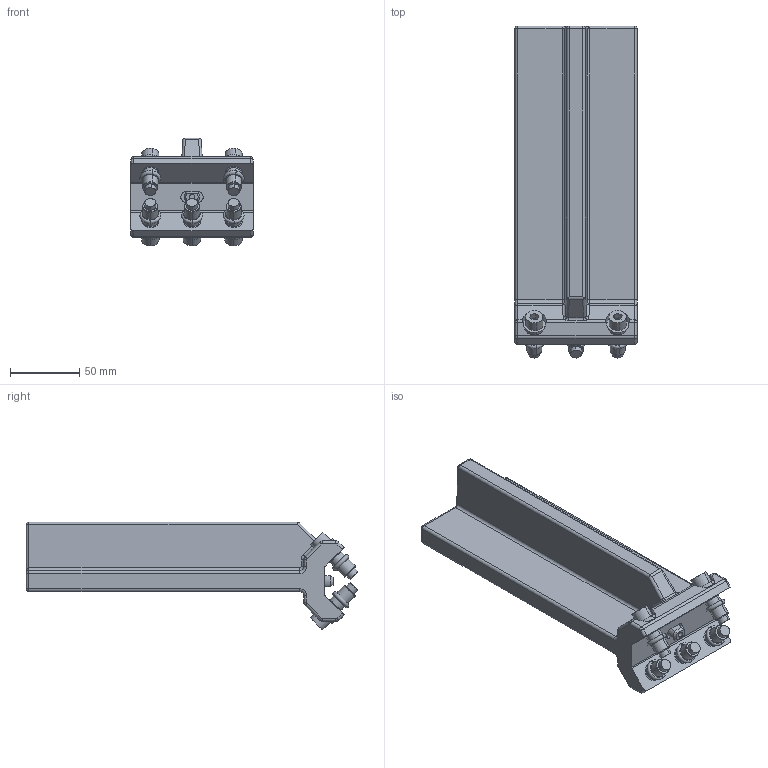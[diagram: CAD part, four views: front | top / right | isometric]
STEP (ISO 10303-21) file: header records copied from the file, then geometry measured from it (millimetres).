
FILE_DESCRIPTION(('CATIA V5 STEP Exchange'),'2;1');
FILE_NAME('AEGT235.stp','2017-07-06T00:31:31+00:00',('none'),('none'),'CATIA Version 5 Release 21 GA (IN-10)','CATIA V5 STEP AP203','none');
FILE_SCHEMA(('CONFIG_CONTROL_DESIGN'));
Length unit declared in the file: millimetre
Products named in the file (1): AEGT235
Bounding box: 88 x 238.94 x 77.68 mm (x, y, z)
Volume: 466342.8 mm3; surface area: 82304.8 mm2
Topology: 1 solids, 6 shells, 344 faces, 785 edges, 482 vertices
Faces by surface type: cylinder 155, plane 115, cone 32, torus 14, revolution 12, bspline 10, sphere 6
Entity records: 9841 total; most frequent: CARTESIAN_POINT 2672, ORIENTED_EDGE 1554, DIRECTION 1180, EDGE_CURVE 777, AXIS2_PLACEMENT_3D 580, VERTEX_POINT 482, EDGE_LOOP 391, VECTOR 361
